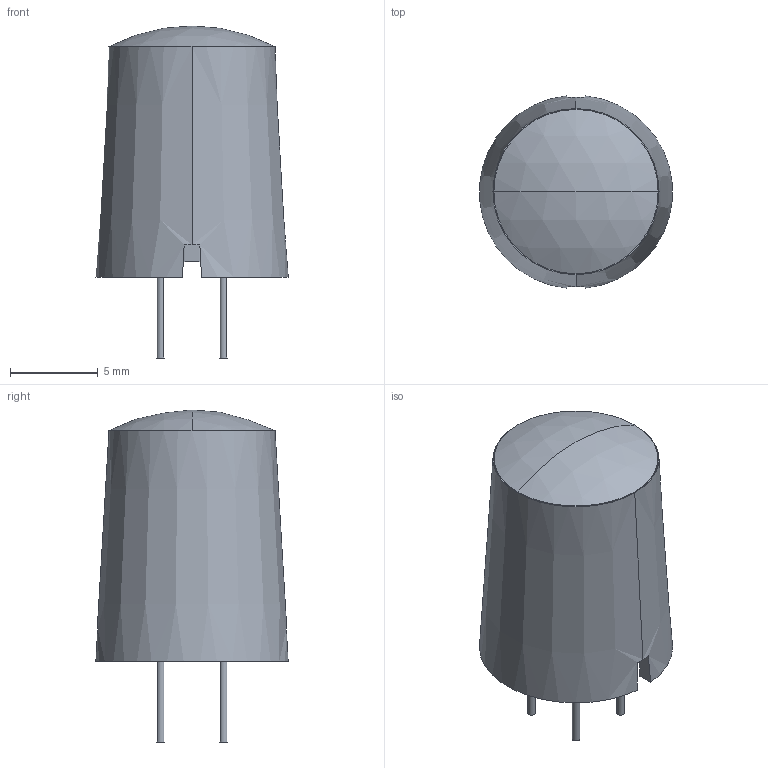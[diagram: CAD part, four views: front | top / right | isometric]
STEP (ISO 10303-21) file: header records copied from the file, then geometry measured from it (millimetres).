
FILE_DESCRIPTION (( 'STEP AP214' ), '1' );
FILE_NAME ('PaPIRsWL VZ Standard Detection Type.STEP', '2010-09-06T10:39:58', ( '' ), ( '' ), 'SwSTEP 2.0', 'SolidWorks 2009', '' );
FILE_SCHEMA (( 'AUTOMOTIVE_DESIGN' ));
Length unit declared in the file: millimetre
Products named in the file (1): PaPIRsWL VZ Standard Detection Type
Bounding box: 10.99 x 10.98 x 18.95 mm (x, y, z)
Volume: 1068.5 mm3; surface area: 831.9 mm2
Topology: 2 solids, 2 shells, 46 faces, 109 edges, 73 vertices
Faces by surface type: plane 20, cylinder 18, torus 4, sphere 2, cone 2
Entity records: 1410 total; most frequent: DIRECTION 257, CARTESIAN_POINT 253, ORIENTED_EDGE 218, EDGE_CURVE 109, AXIS2_PLACEMENT_3D 109, VERTEX_POINT 73, CIRCLE 62, EDGE_LOOP 52
